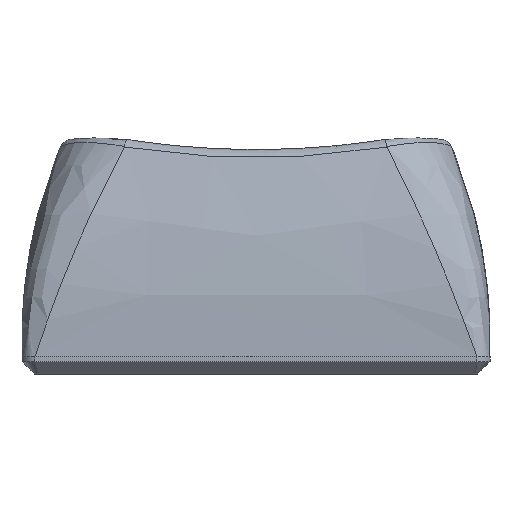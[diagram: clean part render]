
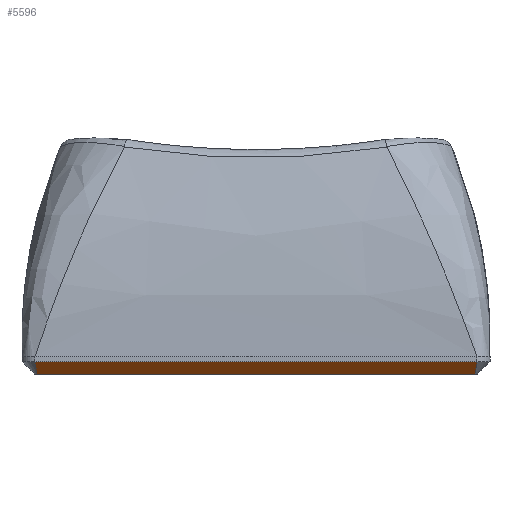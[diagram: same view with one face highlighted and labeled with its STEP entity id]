
A CAD part, front view. The second image highlights one B-rep face of the part: STEP entity #5596.
In plain terms, the highlighted planar face has unit normal (0, -0.707, -0.707).
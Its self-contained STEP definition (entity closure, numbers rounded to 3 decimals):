
#720 = PLANE('',#721);
#721 = AXIS2_PLACEMENT_3D('',#722,#723,#724);
#722 = CARTESIAN_POINT('',(-8.5,-9.,0.672));
#723 = DIRECTION('',(0.,-1.,0.));
#724 = DIRECTION('',(1.,0.,0.));
#1973 = VERTEX_POINT('',#1974);
#1974 = CARTESIAN_POINT('',(-8.5,-9.,0.48));
#2000 = EDGE_CURVE('',#1973,#2001,#2003,.T.);
#2001 = VERTEX_POINT('',#2002);
#2002 = CARTESIAN_POINT('',(8.5,-9.,0.48));
#2003 = SURFACE_CURVE('',#2004,(#2008,#2015),.PCURVE_S1.);
#2004 = LINE('',#2005,#2006);
#2005 = CARTESIAN_POINT('',(-8.5,-9.,0.48));
#2006 = VECTOR('',#2007,1.);
#2007 = DIRECTION('',(1.,0.,0.));
#2008 = PCURVE('',#720,#2009);
#2009 = DEFINITIONAL_REPRESENTATION('',(#2010),#2014);
#2010 = LINE('',#2011,#2012);
#2011 = CARTESIAN_POINT('',(0.,-0.192));
#2012 = VECTOR('',#2013,1.);
#2013 = DIRECTION('',(1.,0.));
#2014 = ( GEOMETRIC_REPRESENTATION_CONTEXT(2) 
PARAMETRIC_REPRESENTATION_CONTEXT() REPRESENTATION_CONTEXT('2D SPACE',''
  ) );
#2015 = PCURVE('',#2016,#2021);
#2016 = PLANE('',#2017);
#2017 = AXIS2_PLACEMENT_3D('',#2018,#2019,#2020);
#2018 = CARTESIAN_POINT('',(-8.5,-8.76,0.24));
#2019 = DIRECTION('',(0.,0.707,0.707)
  );
#2020 = DIRECTION('',(1.,0.,0.));
#2021 = DEFINITIONAL_REPRESENTATION('',(#2022),#2026);
#2022 = LINE('',#2023,#2024);
#2023 = CARTESIAN_POINT('',(0.,-0.339));
#2024 = VECTOR('',#2025,1.);
#2025 = DIRECTION('',(1.,0.));
#2026 = ( GEOMETRIC_REPRESENTATION_CONTEXT(2) 
PARAMETRIC_REPRESENTATION_CONTEXT() REPRESENTATION_CONTEXT('2D SPACE',''
  ) );
#3188 = CONICAL_SURFACE('',#3189,0.7,0.785);
#3189 = AXIS2_PLACEMENT_3D('',#3190,#3191,#3192);
#3190 = CARTESIAN_POINT('',(8.323,-8.323,0.48));
#3191 = DIRECTION('',(-0.,-0.,1.));
#3192 = DIRECTION('',(0.967,-0.253,0.));
#5596 = ADVANCED_FACE('',(#5597),#2016,.F.);
#5597 = FACE_BOUND('',#5598,.F.);
#5598 = EDGE_LOOP('',(#5599,#5634,#5635,#5665));
#5599 = ORIENTED_EDGE('',*,*,#5600,.F.);
#5600 = EDGE_CURVE('',#1973,#5601,#5603,.T.);
#5601 = VERTEX_POINT('',#5602);
#5602 = CARTESIAN_POINT('',(-8.42,-8.52,0.));
#5603 = SURFACE_CURVE('',#5604,(#5609,#5616),.PCURVE_S1.);
#5604 = PARABOLA('',#5605,0.008);
#5605 = AXIS2_PLACEMENT_3D('',#5606,#5607,#5608);
#5606 = CARTESIAN_POINT('',(-8.323,-8.311,
    -0.209));
#5607 = DIRECTION('',(0.,0.707,0.707)
  );
#5608 = DIRECTION('',(0.,-0.707,0.707)
  );
#5609 = PCURVE('',#2016,#5610);
#5610 = DEFINITIONAL_REPRESENTATION('',(#5611),#5615);
#5611 = B_SPLINE_CURVE_WITH_KNOTS('',2,(#5612,#5613,#5614),
  .UNSPECIFIED.,.F.,.F.,(3,3),(-0.177,-0.098),
  .PIECEWISE_BEZIER_KNOTS.);
#5612 = CARTESIAN_POINT('',(0.,-0.339));
#5613 = CARTESIAN_POINT('',(0.04,0.098));
#5614 = CARTESIAN_POINT('',(0.08,0.339));
#5615 = ( GEOMETRIC_REPRESENTATION_CONTEXT(2) 
PARAMETRIC_REPRESENTATION_CONTEXT() REPRESENTATION_CONTEXT('2D SPACE',''
  ) );
#5616 = PCURVE('',#5617,#5622);
#5617 = CONICAL_SURFACE('',#5618,0.7,0.785);
#5618 = AXIS2_PLACEMENT_3D('',#5619,#5620,#5621);
#5619 = CARTESIAN_POINT('',(-8.323,-8.323,0.48));
#5620 = DIRECTION('',(-0.,-0.,1.));
#5621 = DIRECTION('',(-0.253,-0.967,-0.));
#5622 = DEFINITIONAL_REPRESENTATION('',(#5623),#5633);
#5623 = B_SPLINE_CURVE_WITH_KNOTS('',8,(#5624,#5625,#5626,#5627,#5628,
    #5629,#5630,#5631,#5632),.UNSPECIFIED.,.F.,.F.,(9,9),(
    -0.177,-0.098),.PIECEWISE_BEZIER_KNOTS.);
#5624 = CARTESIAN_POINT('',(0.,0.));
#5625 = CARTESIAN_POINT('',(-0.014,-0.077));
#5626 = CARTESIAN_POINT('',(-0.03,-0.15));
#5627 = CARTESIAN_POINT('',(-0.048,-0.217));
#5628 = CARTESIAN_POINT('',(-0.069,-0.28));
#5629 = CARTESIAN_POINT('',(-0.094,-0.337));
#5630 = CARTESIAN_POINT('',(-0.123,-0.39));
#5631 = CARTESIAN_POINT('',(-0.158,-0.437));
#5632 = CARTESIAN_POINT('',(-0.203,-0.48));
#5633 = ( GEOMETRIC_REPRESENTATION_CONTEXT(2) 
PARAMETRIC_REPRESENTATION_CONTEXT() REPRESENTATION_CONTEXT('2D SPACE',''
  ) );
#5634 = ORIENTED_EDGE('',*,*,#2000,.T.);
#5635 = ORIENTED_EDGE('',*,*,#5636,.T.);
#5636 = EDGE_CURVE('',#2001,#5637,#5639,.T.);
#5637 = VERTEX_POINT('',#5638);
#5638 = CARTESIAN_POINT('',(8.42,-8.52,0.));
#5639 = SURFACE_CURVE('',#5640,(#5645,#5652),.PCURVE_S1.);
#5640 = PARABOLA('',#5641,0.008);
#5641 = AXIS2_PLACEMENT_3D('',#5642,#5643,#5644);
#5642 = CARTESIAN_POINT('',(8.323,-8.311,
    -0.209));
#5643 = DIRECTION('',(0.,-0.707,-0.707
    ));
#5644 = DIRECTION('',(0.,-0.707,0.707)
  );
#5645 = PCURVE('',#2016,#5646);
#5646 = DEFINITIONAL_REPRESENTATION('',(#5647),#5651);
#5647 = B_SPLINE_CURVE_WITH_KNOTS('',2,(#5648,#5649,#5650),
  .UNSPECIFIED.,.F.,.F.,(3,3),(-0.177,-0.098),
  .PIECEWISE_BEZIER_KNOTS.);
#5648 = CARTESIAN_POINT('',(17.,-0.339));
#5649 = CARTESIAN_POINT('',(16.96,0.098));
#5650 = CARTESIAN_POINT('',(16.92,0.339));
#5651 = ( GEOMETRIC_REPRESENTATION_CONTEXT(2) 
PARAMETRIC_REPRESENTATION_CONTEXT() REPRESENTATION_CONTEXT('2D SPACE',''
  ) );
#5652 = PCURVE('',#3188,#5653);
#5653 = DEFINITIONAL_REPRESENTATION('',(#5654),#5664);
#5654 = B_SPLINE_CURVE_WITH_KNOTS('',8,(#5655,#5656,#5657,#5658,#5659,
    #5660,#5661,#5662,#5663),.UNSPECIFIED.,.F.,.F.,(9,9),(
    -0.177,-0.098),.PIECEWISE_BEZIER_KNOTS.);
#5655 = CARTESIAN_POINT('',(-1.059,0.));
#5656 = CARTESIAN_POINT('',(-1.045,-0.077));
#5657 = CARTESIAN_POINT('',(-1.029,-0.15));
#5658 = CARTESIAN_POINT('',(-1.01,-0.217));
#5659 = CARTESIAN_POINT('',(-0.99,-0.28));
#5660 = CARTESIAN_POINT('',(-0.965,-0.337));
#5661 = CARTESIAN_POINT('',(-0.936,-0.39));
#5662 = CARTESIAN_POINT('',(-0.901,-0.437));
#5663 = CARTESIAN_POINT('',(-0.856,-0.48));
#5664 = ( GEOMETRIC_REPRESENTATION_CONTEXT(2) 
PARAMETRIC_REPRESENTATION_CONTEXT() REPRESENTATION_CONTEXT('2D SPACE',''
  ) );
#5665 = ORIENTED_EDGE('',*,*,#5666,.F.);
#5666 = EDGE_CURVE('',#5601,#5637,#5667,.T.);
#5667 = SURFACE_CURVE('',#5668,(#5672,#5679),.PCURVE_S1.);
#5668 = LINE('',#5669,#5670);
#5669 = CARTESIAN_POINT('',(-8.5,-8.52,0.));
#5670 = VECTOR('',#5671,1.);
#5671 = DIRECTION('',(1.,0.,0.));
#5672 = PCURVE('',#2016,#5673);
#5673 = DEFINITIONAL_REPRESENTATION('',(#5674),#5678);
#5674 = LINE('',#5675,#5676);
#5675 = CARTESIAN_POINT('',(0.,0.339));
#5676 = VECTOR('',#5677,1.);
#5677 = DIRECTION('',(1.,0.));
#5678 = ( GEOMETRIC_REPRESENTATION_CONTEXT(2) 
PARAMETRIC_REPRESENTATION_CONTEXT() REPRESENTATION_CONTEXT('2D SPACE',''
  ) );
#5679 = PCURVE('',#5680,#5685);
#5680 = PLANE('',#5681);
#5681 = AXIS2_PLACEMENT_3D('',#5682,#5683,#5684);
#5682 = CARTESIAN_POINT('',(8.5,9.,0.));
#5683 = DIRECTION('',(0.,0.,-1.));
#5684 = DIRECTION('',(-1.,0.,0.));
#5685 = DEFINITIONAL_REPRESENTATION('',(#5686),#5690);
#5686 = LINE('',#5687,#5688);
#5687 = CARTESIAN_POINT('',(17.,-17.52));
#5688 = VECTOR('',#5689,1.);
#5689 = DIRECTION('',(-1.,0.));
#5690 = ( GEOMETRIC_REPRESENTATION_CONTEXT(2) 
PARAMETRIC_REPRESENTATION_CONTEXT() REPRESENTATION_CONTEXT('2D SPACE',''
  ) );
